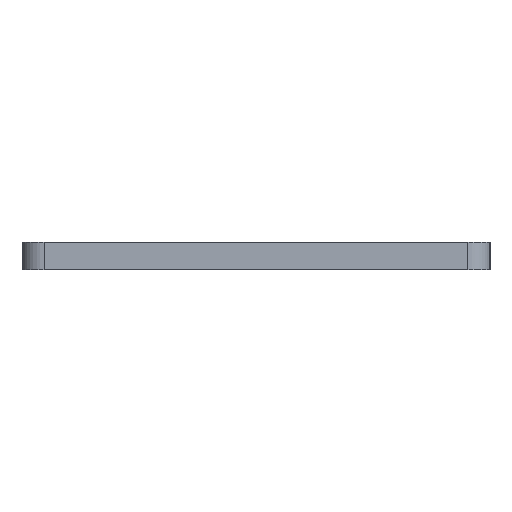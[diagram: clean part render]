
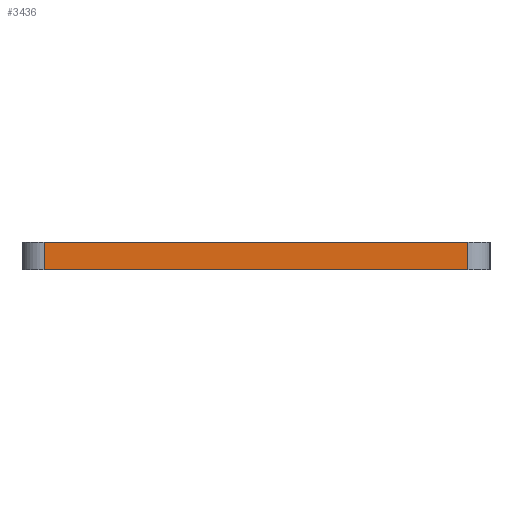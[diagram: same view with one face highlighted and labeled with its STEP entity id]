
A CAD part, left-side view. The second image highlights one B-rep face of the part: STEP entity #3436.
In plain terms, the highlighted planar face has unit normal (-1, 0, 0).
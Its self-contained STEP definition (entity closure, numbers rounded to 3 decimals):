
#73 = PLANE('',#74);
#74 = AXIS2_PLACEMENT_3D('',#75,#76,#77);
#75 = CARTESIAN_POINT('',(87.,21.,-2.5));
#76 = DIRECTION('',(0.,0.,1.));
#77 = DIRECTION('',(1.,0.,0.));
#132 = PLANE('',#133);
#133 = AXIS2_PLACEMENT_3D('',#134,#135,#136);
#134 = CARTESIAN_POINT('',(87.,21.,0.));
#135 = DIRECTION('',(0.,0.,1.));
#136 = DIRECTION('',(1.,0.,0.));
#169 = CYLINDRICAL_SURFACE('',#170,2.);
#170 = AXIS2_PLACEMENT_3D('',#171,#172,#173);
#171 = CARTESIAN_POINT('',(2.,40.,0.));
#172 = DIRECTION('',(0.,0.,1.));
#173 = DIRECTION('',(1.,0.,0.));
#306 = VERTEX_POINT('',#307);
#307 = CARTESIAN_POINT('',(0.,40.,0.));
#333 = EDGE_CURVE('',#334,#306,#336,.T.);
#334 = VERTEX_POINT('',#335);
#335 = CARTESIAN_POINT('',(0.,2.,0.));
#336 = SURFACE_CURVE('',#337,(#341,#348),.PCURVE_S1.);
#337 = LINE('',#338,#339);
#338 = CARTESIAN_POINT('',(0.,2.,0.));
#339 = VECTOR('',#340,1.);
#340 = DIRECTION('',(0.,1.,0.));
#341 = PCURVE('',#132,#342);
#342 = DEFINITIONAL_REPRESENTATION('',(#343),#347);
#343 = LINE('',#344,#345);
#344 = CARTESIAN_POINT('',(-87.,-19.));
#345 = VECTOR('',#346,1.);
#346 = DIRECTION('',(0.,1.));
#347 = ( GEOMETRIC_REPRESENTATION_CONTEXT(2) 
PARAMETRIC_REPRESENTATION_CONTEXT() REPRESENTATION_CONTEXT('2D SPACE',''
  ) );
#348 = PCURVE('',#349,#354);
#349 = PLANE('',#350);
#350 = AXIS2_PLACEMENT_3D('',#351,#352,#353);
#351 = CARTESIAN_POINT('',(0.,2.,0.));
#352 = DIRECTION('',(1.,0.,0.));
#353 = DIRECTION('',(0.,1.,0.));
#354 = DEFINITIONAL_REPRESENTATION('',(#355),#359);
#355 = LINE('',#356,#357);
#356 = CARTESIAN_POINT('',(0.,0.));
#357 = VECTOR('',#358,1.);
#358 = DIRECTION('',(1.,0.));
#359 = ( GEOMETRIC_REPRESENTATION_CONTEXT(2) 
PARAMETRIC_REPRESENTATION_CONTEXT() REPRESENTATION_CONTEXT('2D SPACE',''
  ) );
#382 = CYLINDRICAL_SURFACE('',#383,2.);
#383 = AXIS2_PLACEMENT_3D('',#384,#385,#386);
#384 = CARTESIAN_POINT('',(2.,2.,0.));
#385 = DIRECTION('',(0.,0.,1.));
#386 = DIRECTION('',(1.,0.,0.));
#1965 = VERTEX_POINT('',#1966);
#1966 = CARTESIAN_POINT('',(0.,40.,-2.5));
#1992 = EDGE_CURVE('',#1993,#1965,#1995,.T.);
#1993 = VERTEX_POINT('',#1994);
#1994 = CARTESIAN_POINT('',(0.,2.,-2.5));
#1995 = SURFACE_CURVE('',#1996,(#2000,#2007),.PCURVE_S1.);
#1996 = LINE('',#1997,#1998);
#1997 = CARTESIAN_POINT('',(0.,2.,-2.5));
#1998 = VECTOR('',#1999,1.);
#1999 = DIRECTION('',(0.,1.,0.));
#2000 = PCURVE('',#73,#2001);
#2001 = DEFINITIONAL_REPRESENTATION('',(#2002),#2006);
#2002 = LINE('',#2003,#2004);
#2003 = CARTESIAN_POINT('',(-87.,-19.));
#2004 = VECTOR('',#2005,1.);
#2005 = DIRECTION('',(0.,1.));
#2006 = ( GEOMETRIC_REPRESENTATION_CONTEXT(2) 
PARAMETRIC_REPRESENTATION_CONTEXT() REPRESENTATION_CONTEXT('2D SPACE',''
  ) );
#2007 = PCURVE('',#349,#2008);
#2008 = DEFINITIONAL_REPRESENTATION('',(#2009),#2013);
#2009 = LINE('',#2010,#2011);
#2010 = CARTESIAN_POINT('',(0.,-2.5));
#2011 = VECTOR('',#2012,1.);
#2012 = DIRECTION('',(1.,0.));
#2013 = ( GEOMETRIC_REPRESENTATION_CONTEXT(2) 
PARAMETRIC_REPRESENTATION_CONTEXT() REPRESENTATION_CONTEXT('2D SPACE',''
  ) );
#3386 = EDGE_CURVE('',#306,#1965,#3387,.T.);
#3387 = SURFACE_CURVE('',#3388,(#3392,#3399),.PCURVE_S1.);
#3388 = LINE('',#3389,#3390);
#3389 = CARTESIAN_POINT('',(0.,40.,0.));
#3390 = VECTOR('',#3391,1.);
#3391 = DIRECTION('',(0.,0.,-1.));
#3392 = PCURVE('',#169,#3393);
#3393 = DEFINITIONAL_REPRESENTATION('',(#3394),#3398);
#3394 = LINE('',#3395,#3396);
#3395 = CARTESIAN_POINT('',(-3.142,0.));
#3396 = VECTOR('',#3397,1.);
#3397 = DIRECTION('',(0.,-1.));
#3398 = ( GEOMETRIC_REPRESENTATION_CONTEXT(2) 
PARAMETRIC_REPRESENTATION_CONTEXT() REPRESENTATION_CONTEXT('2D SPACE',''
  ) );
#3399 = PCURVE('',#349,#3400);
#3400 = DEFINITIONAL_REPRESENTATION('',(#3401),#3405);
#3401 = LINE('',#3402,#3403);
#3402 = CARTESIAN_POINT('',(38.,0.));
#3403 = VECTOR('',#3404,1.);
#3404 = DIRECTION('',(0.,-1.));
#3405 = ( GEOMETRIC_REPRESENTATION_CONTEXT(2) 
PARAMETRIC_REPRESENTATION_CONTEXT() REPRESENTATION_CONTEXT('2D SPACE',''
  ) );
#3436 = ADVANCED_FACE('',(#3437),#349,.F.);
#3437 = FACE_BOUND('',#3438,.F.);
#3438 = EDGE_LOOP('',(#3439,#3460,#3461,#3462));
#3439 = ORIENTED_EDGE('',*,*,#3440,.T.);
#3440 = EDGE_CURVE('',#334,#1993,#3441,.T.);
#3441 = SURFACE_CURVE('',#3442,(#3446,#3453),.PCURVE_S1.);
#3442 = LINE('',#3443,#3444);
#3443 = CARTESIAN_POINT('',(0.,2.,0.));
#3444 = VECTOR('',#3445,1.);
#3445 = DIRECTION('',(0.,0.,-1.));
#3446 = PCURVE('',#349,#3447);
#3447 = DEFINITIONAL_REPRESENTATION('',(#3448),#3452);
#3448 = LINE('',#3449,#3450);
#3449 = CARTESIAN_POINT('',(0.,0.));
#3450 = VECTOR('',#3451,1.);
#3451 = DIRECTION('',(0.,-1.));
#3452 = ( GEOMETRIC_REPRESENTATION_CONTEXT(2) 
PARAMETRIC_REPRESENTATION_CONTEXT() REPRESENTATION_CONTEXT('2D SPACE',''
  ) );
#3453 = PCURVE('',#382,#3454);
#3454 = DEFINITIONAL_REPRESENTATION('',(#3455),#3459);
#3455 = LINE('',#3456,#3457);
#3456 = CARTESIAN_POINT('',(-3.142,0.));
#3457 = VECTOR('',#3458,1.);
#3458 = DIRECTION('',(0.,-1.));
#3459 = ( GEOMETRIC_REPRESENTATION_CONTEXT(2) 
PARAMETRIC_REPRESENTATION_CONTEXT() REPRESENTATION_CONTEXT('2D SPACE',''
  ) );
#3460 = ORIENTED_EDGE('',*,*,#1992,.T.);
#3461 = ORIENTED_EDGE('',*,*,#3386,.F.);
#3462 = ORIENTED_EDGE('',*,*,#333,.F.);
